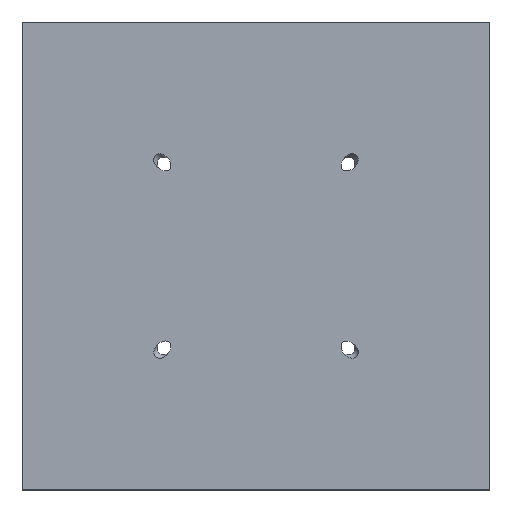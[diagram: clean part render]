
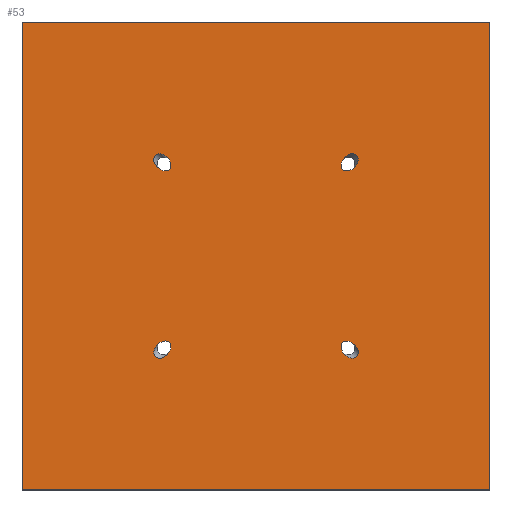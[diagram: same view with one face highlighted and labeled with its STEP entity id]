
A CAD part, top view. The second image highlights one B-rep face of the part: STEP entity #53.
In plain terms, the highlighted planar face has unit normal (0, 0, 1).
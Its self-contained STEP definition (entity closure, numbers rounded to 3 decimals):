
#53=ADVANCED_FACE('',(#143,#145,#147,#149,#151),#153,.T.);
#143=FACE_BOUND('',#144,.T.);
#144=EDGE_LOOP('',(#237,#238,#239,#240));
#145=FACE_BOUND('',#146,.T.);
#146=EDGE_LOOP('',(#241));
#147=FACE_BOUND('',#148,.T.);
#148=EDGE_LOOP('',(#242));
#149=FACE_BOUND('',#150,.T.);
#150=EDGE_LOOP('',(#243));
#151=FACE_BOUND('',#152,.T.);
#152=EDGE_LOOP('',(#244));
#153=PLANE('',#154);
#154=AXIS2_PLACEMENT_3D('',#155,#156,#157);
#155=CARTESIAN_POINT('',(0.,0.,1.));
#156=DIRECTION('',(0.,0.,1.));
#157=DIRECTION('',(-1.,0.,0.));
#237=ORIENTED_EDGE('',*,*,#277,.T.);
#238=ORIENTED_EDGE('',*,*,#278,.T.);
#239=ORIENTED_EDGE('',*,*,#279,.T.);
#240=ORIENTED_EDGE('',*,*,#280,.T.);
#241=ORIENTED_EDGE('',*,*,#281,.T.);
#242=ORIENTED_EDGE('',*,*,#282,.T.);
#243=ORIENTED_EDGE('',*,*,#283,.T.);
#244=ORIENTED_EDGE('',*,*,#284,.T.);
#277=EDGE_CURVE('',#297,#298,#299,.T.);
#278=EDGE_CURVE('',#298,#300,#301,.T.);
#279=EDGE_CURVE('',#300,#302,#303,.T.);
#280=EDGE_CURVE('',#302,#297,#304,.T.);
#281=EDGE_CURVE('',#305,#305,#306,.F.);
#282=EDGE_CURVE('',#307,#307,#308,.F.);
#283=EDGE_CURVE('',#309,#309,#310,.F.);
#284=EDGE_CURVE('',#311,#311,#312,.F.);
#297=VERTEX_POINT('',#333);
#298=VERTEX_POINT('',#334);
#299=LINE('',#335,#336);
#300=VERTEX_POINT('',#338);
#301=LINE('',#339,#340);
#302=VERTEX_POINT('',#342);
#303=LINE('',#343,#344);
#304=LINE('',#346,#347);
#305=VERTEX_POINT('',#349);
#306=(BOUNDED_CURVE()B_SPLINE_CURVE(3,
(#350,#351,#352,#353,#354,#355,#356),
.UNSPECIFIED.,.T.,.F.)B_SPLINE_CURVE_WITH_KNOTS((4,3,4),
(0.,0.5,1.),
.UNSPECIFIED.)CURVE()GEOMETRIC_REPRESENTATION_ITEM()RATIONAL_B_SPLINE_CURVE((1.,
0.333,0.333,1.,0.333,0.333,1.))
REPRESENTATION_ITEM(''));
#307=VERTEX_POINT('',#357);
#308=(BOUNDED_CURVE()B_SPLINE_CURVE(3,
(#358,#359,#360,#361,#362,#363,#364),
.UNSPECIFIED.,.T.,.F.)B_SPLINE_CURVE_WITH_KNOTS((4,3,4),
(0.,0.5,1.),
.UNSPECIFIED.)CURVE()GEOMETRIC_REPRESENTATION_ITEM()RATIONAL_B_SPLINE_CURVE((1.,
0.333,0.333,1.,0.333,0.333,1.))
REPRESENTATION_ITEM(''));
#309=VERTEX_POINT('',#365);
#310=(BOUNDED_CURVE()B_SPLINE_CURVE(3,
(#366,#367,#368,#369,#370,#371,#372),
.UNSPECIFIED.,.T.,.F.)B_SPLINE_CURVE_WITH_KNOTS((4,3,4),
(0.,0.5,1.),
.UNSPECIFIED.)CURVE()GEOMETRIC_REPRESENTATION_ITEM()RATIONAL_B_SPLINE_CURVE((1.,
0.333,0.333,1.,0.333,0.333,1.))
REPRESENTATION_ITEM(''));
#311=VERTEX_POINT('',#373);
#312=(BOUNDED_CURVE()B_SPLINE_CURVE(3,
(#374,#375,#376,#377,#378,#379,#380),
.UNSPECIFIED.,.T.,.F.)B_SPLINE_CURVE_WITH_KNOTS((4,3,4),
(0.,0.5,1.),
.UNSPECIFIED.)CURVE()GEOMETRIC_REPRESENTATION_ITEM()RATIONAL_B_SPLINE_CURVE((1.,
0.333,0.333,1.,0.333,0.333,1.))
REPRESENTATION_ITEM(''));
#333=CARTESIAN_POINT('',(-100.,-100.,1.));
#334=CARTESIAN_POINT('',(0.,-100.,1.));
#335=CARTESIAN_POINT('',(-100.,-100.,1.));
#336=VECTOR('',#337,1.);
#337=DIRECTION('',(1.,0.,0.));
#338=CARTESIAN_POINT('',(0.,0.,1.));
#339=CARTESIAN_POINT('',(0.,-100.,1.));
#340=VECTOR('',#341,1.);
#341=DIRECTION('',(0.,1.,0.));
#342=CARTESIAN_POINT('',(-100.,0.,1.));
#343=CARTESIAN_POINT('',(0.,0.,1.));
#344=VECTOR('',#345,1.);
#345=DIRECTION('',(-1.,0.,0.));
#346=CARTESIAN_POINT('',(-100.,0.,1.));
#347=VECTOR('',#348,1.);
#348=DIRECTION('',(0.,-1.,0.));
#349=CARTESIAN_POINT('',(-71.061,-31.061,1.));
#350=CARTESIAN_POINT('',(-71.061,-31.061,1.));
#351=CARTESIAN_POINT('',(-68.061,-34.061,1.));
#352=CARTESIAN_POINT('',(-65.939,-31.939,1.));
#353=CARTESIAN_POINT('',(-68.939,-28.939,1.));
#354=CARTESIAN_POINT('',(-71.939,-25.939,1.));
#355=CARTESIAN_POINT('',(-74.061,-28.061,1.));
#356=CARTESIAN_POINT('',(-71.061,-31.061,1.));
#357=CARTESIAN_POINT('',(-68.939,-71.061,1.));
#358=CARTESIAN_POINT('',(-68.939,-71.061,1.));
#359=CARTESIAN_POINT('',(-65.939,-68.061,1.));
#360=CARTESIAN_POINT('',(-68.061,-65.939,1.));
#361=CARTESIAN_POINT('',(-71.061,-68.939,1.));
#362=CARTESIAN_POINT('',(-74.061,-71.939,1.));
#363=CARTESIAN_POINT('',(-71.939,-74.061,1.));
#364=CARTESIAN_POINT('',(-68.939,-71.061,1.));
#365=CARTESIAN_POINT('',(-28.939,-68.939,1.));
#366=CARTESIAN_POINT('',(-28.939,-68.939,1.));
#367=CARTESIAN_POINT('',(-31.939,-65.939,1.));
#368=CARTESIAN_POINT('',(-34.061,-68.061,1.));
#369=CARTESIAN_POINT('',(-31.061,-71.061,1.));
#370=CARTESIAN_POINT('',(-28.061,-74.061,1.));
#371=CARTESIAN_POINT('',(-25.939,-71.939,1.));
#372=CARTESIAN_POINT('',(-28.939,-68.939,1.));
#373=CARTESIAN_POINT('',(-31.061,-28.939,1.));
#374=CARTESIAN_POINT('',(-31.061,-28.939,1.));
#375=CARTESIAN_POINT('',(-34.061,-31.939,1.));
#376=CARTESIAN_POINT('',(-31.939,-34.061,1.));
#377=CARTESIAN_POINT('',(-28.939,-31.061,1.));
#378=CARTESIAN_POINT('',(-25.939,-28.061,1.));
#379=CARTESIAN_POINT('',(-28.061,-25.939,1.));
#380=CARTESIAN_POINT('',(-31.061,-28.939,1.));
